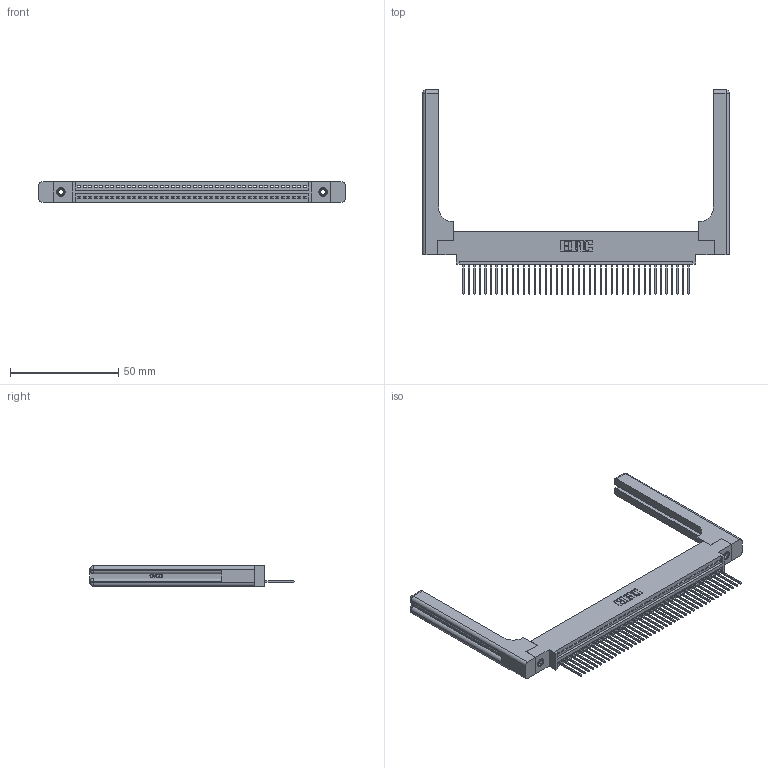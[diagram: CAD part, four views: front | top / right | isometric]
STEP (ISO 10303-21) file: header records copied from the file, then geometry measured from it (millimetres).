
FILE_DESCRIPTION (( 'STEP AP203' ), '1' );
FILE_NAME ('395-042-540-658.STEP', '2019-10-22T12:26:22', ( '' ), ( '' ), 'SwSTEP 2.0', 'SolidWorks 2016', '' );
FILE_SCHEMA (( 'CONFIG_CONTROL_DESIGN' ));
Length unit declared in the file: inch
Products named in the file (5): 395-042-540-658; 345-292-001_345-293-140; 345 Part_0.170 Offset - 0.156 Dia-TH; 345-250-001_345-250-001-102; 345-220-058_345-220-058
Assembly tree (47 placements, depth 2):
  395-042-540-658
    345 Part_0.170 Offset - 0.156 Dia-TH
    345-292-001_345-293-140  x42
    345-250-001_345-250-001-102  x2
    345-220-058_345-220-058  x2
Bounding box: 141.71 x 94.41 x 9.4 mm (x, y, z)
Volume: 21907.9 mm3; surface area: 23652.6 mm2
Topology: 47 solids, 47 shells, 2822 faces, 8411 edges, 5530 vertices
Faces by surface type: plane 1912, cylinder 850, bspline 36, cone 12, sphere 8, torus 4
Entity records: 36942 total; most frequent: CARTESIAN_POINT 7371, ORIENTED_EDGE 6144, DIRECTION 5384, EDGE_CURVE 3072, VECTOR 2680, LINE 2680, VERTEX_POINT 2038, AXIS2_PLACEMENT_3D 1352
